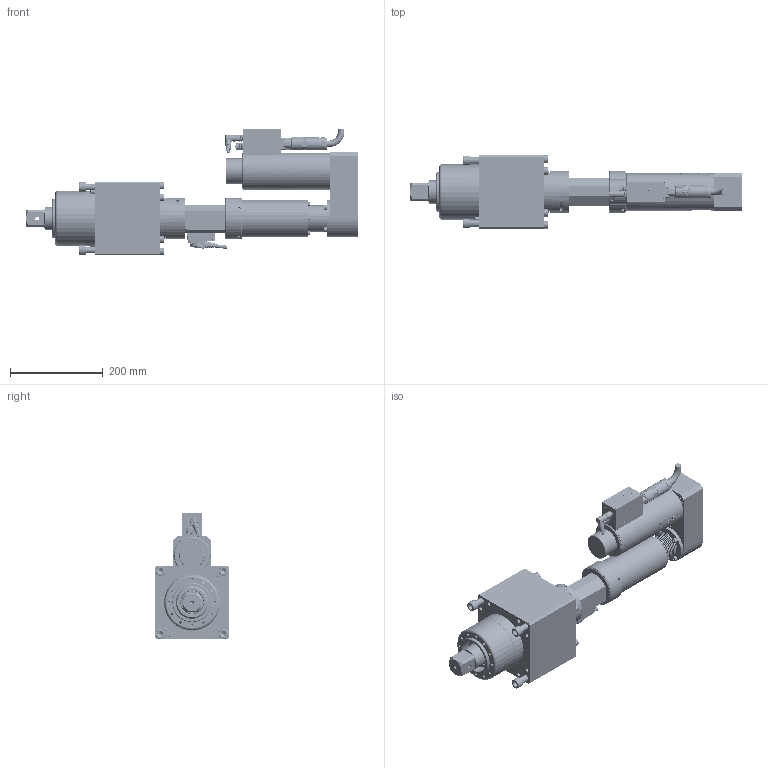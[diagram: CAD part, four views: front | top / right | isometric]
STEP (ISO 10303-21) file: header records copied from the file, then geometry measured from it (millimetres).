
FILE_DESCRIPTION(/* description */ (''),/* implementation_level */ '2;1');
FILE_NAME(/* name */ '4BDU2800T1S-A_IAM_001.iam.step',/* time_stamp */ '2021-08-10T09:04:13+02:00',/* author */ ('cideon'),/* organization */ (''),/* preprocessor_version */ 'ST-DEVELOPER v17.2',/* originating_system */ 'Autodesk Inventor 2019',/* authorisation */ '');
FILE_SCHEMA (('AUTOMOTIVE_DESIGN { 1 0 10303 214 3 1 1 }'));
Products named in the file (1): Bauteil20
Bounding box: 716.3 x 159 x 273.6 mm (x, y, z)
Volume: 6171658.1 mm3; surface area: 1075498.9 mm2
Topology: 11 solids, 11 shells, 7126 faces, 21061 edges, 13878 vertices
Faces by surface type: plane 4068, cylinder 1682, cone 712, bspline 327, torus 309, sphere 28
Full cylindrical faces by diameter (mm): 0.434 x2, 0.6 x16, 0.9 x8, 1.4 x2, 1.5 x4, 1.6 x2, 1.7 x4, 1.83 x2, 2.1 x2, 2.5 x11, 3 x4, 3.2 x2, 3.3 x4, 3.5 x4, 4 x2, 4.02 x2, 4.2 x3, 5 x25, 5.1 x1, 5.41 x12, 5.5 x16, 5.9 x1, 6 x16, 6.3 x1, 6.5 x2, 6.6 x6, 6.8 x4, 7 x8, 7.3 x1, 8 x11
Entity records: 301628 total; most frequent: CARTESIAN_POINT 110084, ORIENTED_EDGE 42020, DIRECTION 38075, EDGE_CURVE 21010, AXIS2_PLACEMENT_3D 14294, VERTEX_POINT 13914, LINE 9487, VECTOR 9487
